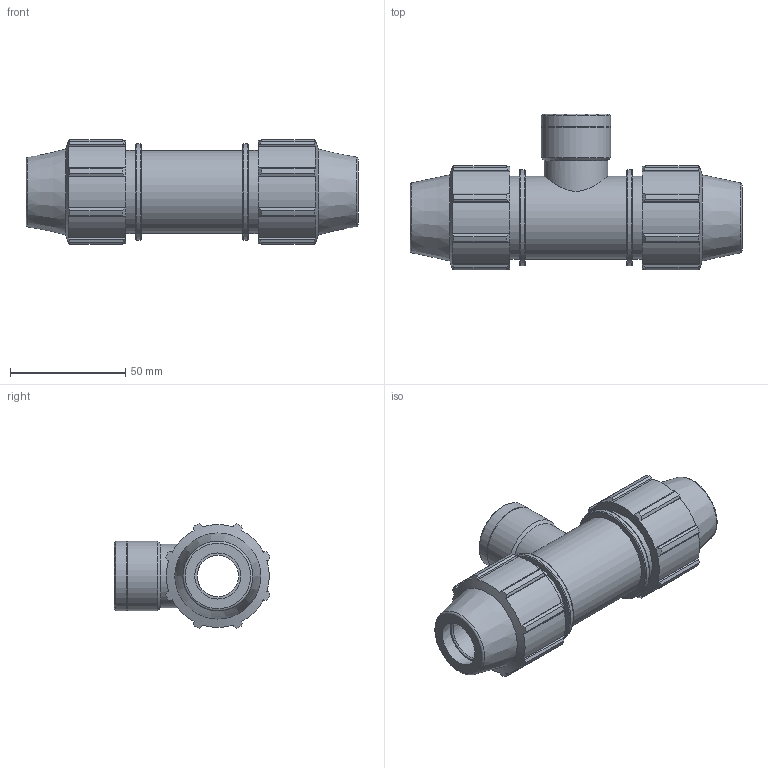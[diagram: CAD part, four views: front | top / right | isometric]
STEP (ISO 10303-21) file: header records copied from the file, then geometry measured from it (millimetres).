
FILE_DESCRIPTION(/* description */ ('PLASSON TEE WITH THREADED FEMALE OFFTAKE 20-3/4"-20'),/* implementation_level */ '2;1');
FILE_NAME(/* name */ '071400020007_181400020007_0714060200070A.ipt.stp',/* time_stamp */ '2017-06-06T17:15:28+03:00',/* author */ ('KIM'),/* organization */ (''),/* preprocessor_version */ 'ST-DEVELOPER v15.6',/* originating_system */ 'Autodesk Inventor 2015',/* authorisation */ '');
FILE_SCHEMA (('AUTOMOTIVE_DESIGN { 1 0 10303 214 3 1 1 }'));
Length unit declared in the file: millimetre
Products named in the file (1): 071400020007_181400020007_0714060200070A
Bounding box: 144 x 67.58 x 45.16 mm (x, y, z)
Volume: 136090.3 mm3; surface area: 36520.3 mm2
Topology: 1 solids, 1 shells, 157 faces, 419 edges, 275 vertices
Faces by surface type: plane 79, cylinder 45, cone 27, torus 6
Full cylindrical faces by diameter (mm): 18 x2, 20 x2, 24.117 x1, 27.735 x1, 30.146 x2, 36 x3, 41.76 x2
Entity records: 4851 total; most frequent: CARTESIAN_POINT 985, ORIENTED_EDGE 762, DIRECTION 756, EDGE_CURVE 381, AXIS2_PLACEMENT_3D 282, VERTEX_POINT 269, EDGE_LOOP 204, LINE 192
